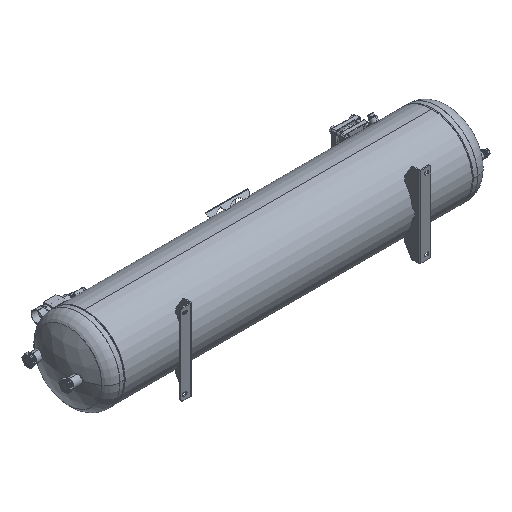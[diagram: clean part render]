
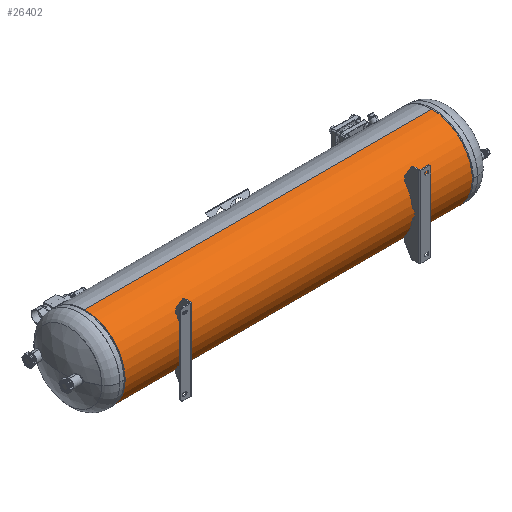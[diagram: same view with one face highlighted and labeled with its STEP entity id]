
A CAD part, isometric view. The second image highlights one B-rep face of the part: STEP entity #26402.
In plain terms, the highlighted cylindrical face has radius 200 mm (diameter 400 mm), a partial arc.
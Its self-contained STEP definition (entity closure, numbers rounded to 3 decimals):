
#221 = AXIS2_PLACEMENT_3D ( 'NONE', #19825, #17328, #9521 ) ;
#566 = DIRECTION ( 'NONE',  ( 0., 0., 1. ) ) ;
#1043 = VERTEX_POINT ( 'NONE', #1429 ) ;
#1429 = CARTESIAN_POINT ( 'NONE',  ( 0., 861., 200. ) ) ;
#2179 = DIRECTION ( 'NONE',  ( 0., 1., 0. ) ) ;
#2749 = VECTOR ( 'NONE', #2930, 1000. ) ;
#2930 = DIRECTION ( 'NONE',  ( 0., -1., 0. ) ) ;
#3768 = VERTEX_POINT ( 'NONE', #4486 ) ;
#4486 = CARTESIAN_POINT ( 'NONE',  ( 0., -861., -200. ) ) ;
#4624 = EDGE_CURVE ( 'NONE', #4790, #3768, #32187, .T. ) ;
#4790 = VERTEX_POINT ( 'NONE', #7381 ) ;
#4865 = CARTESIAN_POINT ( 'NONE',  ( 0., 861., 0. ) ) ;
#6343 = AXIS2_PLACEMENT_3D ( 'NONE', #4865, #2179, #33221 ) ;
#7381 = CARTESIAN_POINT ( 'NONE',  ( 0., 861., -200. ) ) ;
#7804 = CIRCLE ( 'NONE', #6343, 200. ) ;
#9406 = CARTESIAN_POINT ( 'NONE',  ( 0., 861., -200. ) ) ;
#9521 = DIRECTION ( 'NONE',  ( 0., 0., -1. ) ) ;
#10867 = EDGE_CURVE ( 'NONE', #20300, #3768, #27163, .T. ) ;
#12729 = VECTOR ( 'NONE', #27881, 1000. ) ;
#15988 = CARTESIAN_POINT ( 'NONE',  ( 0., -861., 0. ) ) ;
#16422 = LINE ( 'NONE', #18389, #2749 ) ;
#16840 = ORIENTED_EDGE ( 'NONE', *, *, #4624, .F. ) ;
#16901 = CARTESIAN_POINT ( 'NONE',  ( 0., -861., 200. ) ) ;
#17328 = DIRECTION ( 'NONE',  ( 0., -1., 0. ) ) ;
#17842 = ORIENTED_EDGE ( 'NONE', *, *, #21653, .T. ) ;
#18389 = CARTESIAN_POINT ( 'NONE',  ( 0., 861., 200. ) ) ;
#18462 = CYLINDRICAL_SURFACE ( 'NONE', #221, 200. ) ;
#19825 = CARTESIAN_POINT ( 'NONE',  ( 0., 861., 0. ) ) ;
#20300 = VERTEX_POINT ( 'NONE', #16901 ) ;
#20861 = ORIENTED_EDGE ( 'NONE', *, *, #29029, .F. ) ;
#20894 = FACE_OUTER_BOUND ( 'NONE', #22508, .T. ) ;
#21001 = AXIS2_PLACEMENT_3D ( 'NONE', #15988, #24118, #566 ) ;
#21653 = EDGE_CURVE ( 'NONE', #1043, #20300, #16422, .T. ) ;
#22508 = EDGE_LOOP ( 'NONE', ( #20861, #17842, #27853, #16840 ) ) ;
#24118 = DIRECTION ( 'NONE',  ( 0., 1., 0. ) ) ;
#26402 = ADVANCED_FACE ( 'NONE', ( #20894 ), #18462, .T. ) ;
#27163 = CIRCLE ( 'NONE', #21001, 200. ) ;
#27853 = ORIENTED_EDGE ( 'NONE', *, *, #10867, .T. ) ;
#27881 = DIRECTION ( 'NONE',  ( 0., -1., 0. ) ) ;
#29029 = EDGE_CURVE ( 'NONE', #1043, #4790, #7804, .T. ) ;
#32187 = LINE ( 'NONE', #9406, #12729 ) ;
#33221 = DIRECTION ( 'NONE',  ( 0., 0., 1. ) ) ;
